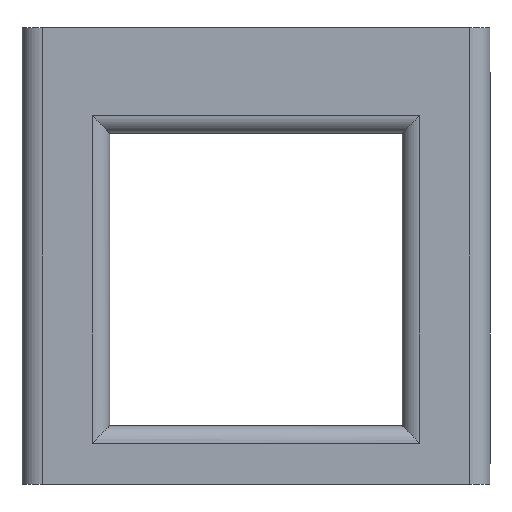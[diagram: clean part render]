
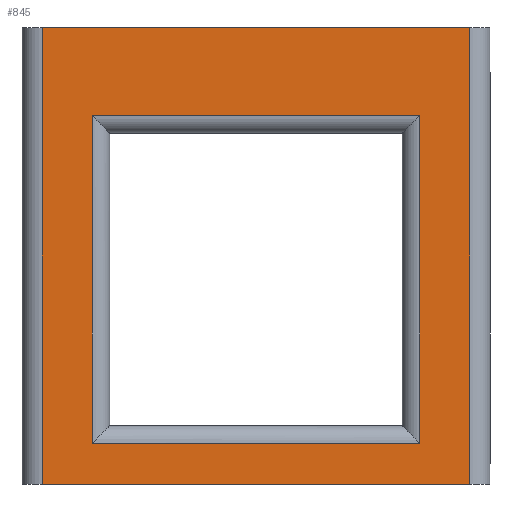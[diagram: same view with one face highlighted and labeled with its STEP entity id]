
A CAD part, left-side view. The second image highlights one B-rep face of the part: STEP entity #845.
In plain terms, the highlighted planar face has unit normal (-1, 0, 0).
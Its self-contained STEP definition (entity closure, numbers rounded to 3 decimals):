
#16=FACE_BOUND('',#144,.T.);
#65=PLANE('',#917);
#95=FACE_OUTER_BOUND('',#143,.T.);
#143=EDGE_LOOP('',(#620,#621,#622,#623));
#144=EDGE_LOOP('',(#624,#625,#626,#627));
#226=LINE('',#1297,#304);
#227=LINE('',#1301,#305);
#229=LINE('',#1307,#307);
#231=LINE('',#1312,#309);
#237=LINE('',#1329,#315);
#238=LINE('',#1331,#316);
#239=LINE('',#1333,#317);
#240=LINE('',#1334,#318);
#304=VECTOR('',#1031,10.);
#305=VECTOR('',#1036,10.);
#307=VECTOR('',#1042,10.);
#309=VECTOR('',#1048,10.);
#315=VECTOR('',#1064,10.);
#316=VECTOR('',#1065,10.);
#317=VECTOR('',#1066,10.);
#318=VECTOR('',#1067,10.);
#382=VERTEX_POINT('',#1294);
#383=VERTEX_POINT('',#1296);
#384=VERTEX_POINT('',#1300);
#386=VERTEX_POINT('',#1306);
#392=VERTEX_POINT('',#1327);
#393=VERTEX_POINT('',#1328);
#394=VERTEX_POINT('',#1330);
#395=VERTEX_POINT('',#1332);
#464=EDGE_CURVE('',#382,#383,#226,.T.);
#466=EDGE_CURVE('',#384,#382,#227,.T.);
#469=EDGE_CURVE('',#386,#384,#229,.T.);
#472=EDGE_CURVE('',#383,#386,#231,.T.);
#480=EDGE_CURVE('',#392,#393,#237,.T.);
#481=EDGE_CURVE('',#394,#392,#238,.T.);
#482=EDGE_CURVE('',#395,#394,#239,.T.);
#483=EDGE_CURVE('',#393,#395,#240,.T.);
#620=ORIENTED_EDGE('',*,*,#480,.F.);
#621=ORIENTED_EDGE('',*,*,#481,.F.);
#622=ORIENTED_EDGE('',*,*,#482,.F.);
#623=ORIENTED_EDGE('',*,*,#483,.F.);
#624=ORIENTED_EDGE('',*,*,#464,.F.);
#625=ORIENTED_EDGE('',*,*,#466,.F.);
#626=ORIENTED_EDGE('',*,*,#469,.F.);
#627=ORIENTED_EDGE('',*,*,#472,.F.);
#845=ADVANCED_FACE('',(#95,#16),#65,.T.);
#917=AXIS2_PLACEMENT_3D('',#1326,#1062,#1063);
#1031=DIRECTION('',(0.,0.,-1.));
#1036=DIRECTION('',(0.,1.,0.));
#1042=DIRECTION('',(0.,0.,1.));
#1048=DIRECTION('',(0.,-1.,0.));
#1062=DIRECTION('center_axis',(-1.,0.,0.));
#1063=DIRECTION('ref_axis',(0.,-1.,0.));
#1064=DIRECTION('',(0.,0.,-1.));
#1065=DIRECTION('',(0.,-1.,0.));
#1066=DIRECTION('',(0.,0.,1.));
#1067=DIRECTION('',(0.,1.,0.));
#1294=CARTESIAN_POINT('',(174.981,140.456,63.));
#1296=CARTESIAN_POINT('',(174.981,140.456,7.));
#1297=CARTESIAN_POINT('',(174.981,140.456,5.));
#1300=CARTESIAN_POINT('',(174.981,84.456,63.));
#1301=CARTESIAN_POINT('',(174.981,144.956,63.));
#1306=CARTESIAN_POINT('',(174.981,84.456,7.));
#1307=CARTESIAN_POINT('',(174.981,84.456,30.));
#1312=CARTESIAN_POINT('',(174.981,119.956,7.));
#1326=CARTESIAN_POINT('Origin',(174.981,152.456,0.));
#1327=CARTESIAN_POINT('',(174.981,75.956,78.));
#1328=CARTESIAN_POINT('',(174.981,75.956,0.));
#1329=CARTESIAN_POINT('',(174.981,75.956,0.));
#1330=CARTESIAN_POINT('',(174.981,148.956,78.));
#1331=CARTESIAN_POINT('',(174.981,72.456,78.));
#1332=CARTESIAN_POINT('',(174.981,148.956,0.));
#1333=CARTESIAN_POINT('',(174.981,148.956,0.));
#1334=CARTESIAN_POINT('',(174.981,72.456,0.));
